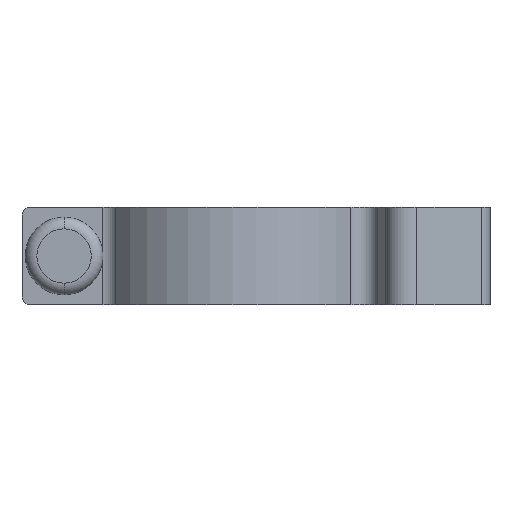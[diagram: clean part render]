
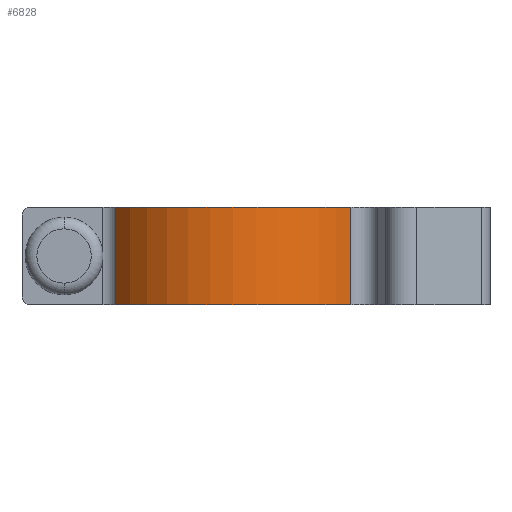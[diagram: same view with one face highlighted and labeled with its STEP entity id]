
A CAD part, left-side view. The second image highlights one B-rep face of the part: STEP entity #6828.
In plain terms, the highlighted cylindrical face has radius 18.6 mm (diameter 37.2 mm), a partial arc.
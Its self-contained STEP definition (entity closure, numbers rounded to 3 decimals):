
#1648=CARTESIAN_POINT('',(0.,33.6,6.35));
#1649=DIRECTION('',(0.,0.,-1.));
#1650=DIRECTION('',(-0.563,-0.826,0.));
#1651=AXIS2_PLACEMENT_3D('',#1648,#1649,#1650);
#1653=DIRECTION('',(0.,0.,-1.));
#1654=VECTOR('',#1653,12.7);
#1655=CARTESIAN_POINT('',(-10.474,18.229,6.35));
#1656=LINE('',#1655,#1654);
#1666=CARTESIAN_POINT('',(0.,33.6,-6.35));
#1667=DIRECTION('',(0.,0.,-1.));
#1668=DIRECTION('',(-0.563,-0.826,0.));
#1669=AXIS2_PLACEMENT_3D('',#1666,#1667,#1668);
#1703=DIRECTION('',(0.,0.,-1.));
#1704=VECTOR('',#1703,12.7);
#1705=CARTESIAN_POINT('',(-10.474,48.971,6.35));
#1706=LINE('',#1705,#1704);
#4077=CARTESIAN_POINT('',(-10.474,18.229,6.35));
#4078=CARTESIAN_POINT('',(-10.474,48.971,6.35));
#4079=VERTEX_POINT('',#4077);
#4080=VERTEX_POINT('',#4078);
#4081=CARTESIAN_POINT('',(-10.474,18.229,-6.35));
#4082=CARTESIAN_POINT('',(-10.474,48.971,-6.35));
#4083=VERTEX_POINT('',#4081);
#4084=VERTEX_POINT('',#4082);
#6815=CARTESIAN_POINT('',(0.,33.6,6.35));
#6816=DIRECTION('',(0.,0.,-1.));
#6817=DIRECTION('',(-1.,0.,0.));
#6818=AXIS2_PLACEMENT_3D('',#6815,#6816,#6817);
#6819=CYLINDRICAL_SURFACE('',#6818,18.6);
#6820=ORIENTED_EDGE('',*,*,#6808,.F.);
#6821=ORIENTED_EDGE('',*,*,#6753,.T.);
#6823=ORIENTED_EDGE('',*,*,#6822,.T.);
#6825=ORIENTED_EDGE('',*,*,#6824,.F.);
#6826=EDGE_LOOP('',(#6820,#6821,#6823,#6825));
#6827=FACE_OUTER_BOUND('',#6826,.F.);
#6828=ADVANCED_FACE('',(#6827),#6819,.T.);
#1652=CIRCLE('',#1651,18.6);
#1670=CIRCLE('',#1669,18.6);
#6753=EDGE_CURVE('',#4079,#4083,#1656,.T.);
#6808=EDGE_CURVE('',#4079,#4080,#1652,.T.);
#6822=EDGE_CURVE('',#4083,#4084,#1670,.T.);
#6824=EDGE_CURVE('',#4080,#4084,#1706,.T.);
